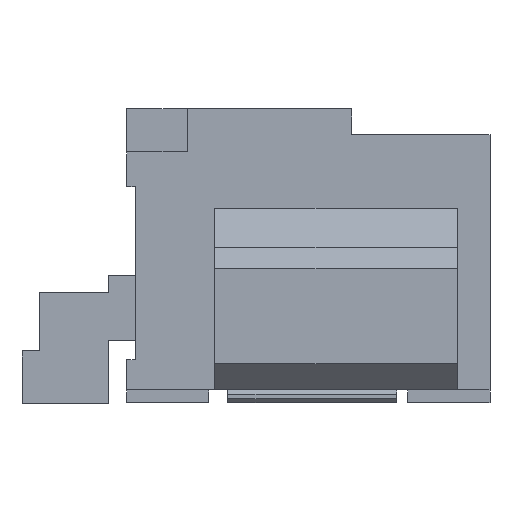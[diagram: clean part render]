
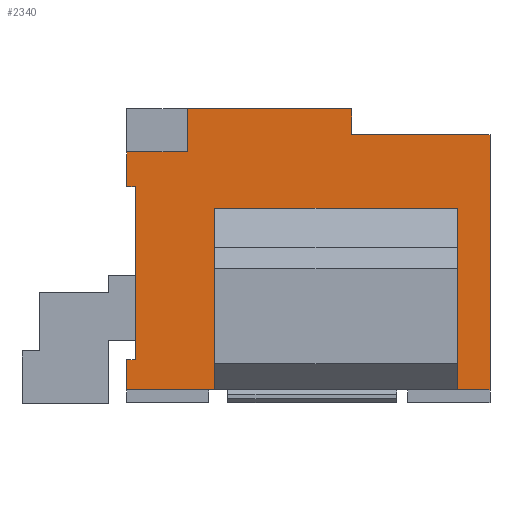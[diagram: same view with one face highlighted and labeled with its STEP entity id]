
A CAD part, left-side view. The second image highlights one B-rep face of the part: STEP entity #2340.
In plain terms, the highlighted planar face has unit normal (-1, 0, 0).
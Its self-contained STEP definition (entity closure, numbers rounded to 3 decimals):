
#20 = VECTOR ( 'NONE', #7661, 1000. ) ;
#353 = CARTESIAN_POINT ( 'NONE',  ( -3.375, 0., 0. ) ) ;
#386 = DIRECTION ( 'NONE',  ( 0., 1., 0. ) ) ;
#551 = VERTEX_POINT ( 'NONE', #6481 ) ;
#737 = VECTOR ( 'NONE', #7200, 1000. ) ;
#791 = CARTESIAN_POINT ( 'NONE',  ( -3.375, 1.4, 1.2 ) ) ;
#833 = CARTESIAN_POINT ( 'NONE',  ( -3.375, 0., -1.2 ) ) ;
#862 = VECTOR ( 'NONE', #6916, 1000. ) ;
#878 = CARTESIAN_POINT ( 'NONE',  ( -3.375, -1.72, 0.55 ) ) ;
#1035 = EDGE_CURVE ( 'NONE', #3229, #3397, #5187, .T. ) ;
#1167 = DIRECTION ( 'NONE',  ( 0., 0., 1. ) ) ;
#1173 = CARTESIAN_POINT ( 'NONE',  ( -3.375, -2.1, -1.55 ) ) ;
#1226 = CARTESIAN_POINT ( 'NONE',  ( -3.375, 2.1, 1.7 ) ) ;
#1230 = CARTESIAN_POINT ( 'NONE',  ( -3.375, -0.5, 0. ) ) ;
#1395 = ORIENTED_EDGE ( 'NONE', *, *, #5574, .T. ) ;
#1439 = LINE ( 'NONE', #4380, #5462 ) ;
#1535 = CARTESIAN_POINT ( 'NONE',  ( -3.375, -0.5, 1.4 ) ) ;
#1673 = FACE_OUTER_BOUND ( 'NONE', #4209, .T. ) ;
#1695 = CARTESIAN_POINT ( 'NONE',  ( -3.375, -0.5, 1.7 ) ) ;
#1794 = LINE ( 'NONE', #1851, #2558 ) ;
#1851 = CARTESIAN_POINT ( 'NONE',  ( -3.375, 1.4, 0. ) ) ;
#1863 = VECTOR ( 'NONE', #6317, 1000. ) ;
#2011 = EDGE_CURVE ( 'NONE', #2530, #9787, #2585, .T. ) ;
#2019 = EDGE_CURVE ( 'NONE', #9787, #2084, #8964, .T. ) ;
#2054 = DIRECTION ( 'NONE',  ( 0., 0., 1. ) ) ;
#2084 = VERTEX_POINT ( 'NONE', #7851 ) ;
#2107 = CARTESIAN_POINT ( 'NONE',  ( -3.375, -1.72, 0. ) ) ;
#2340 = ADVANCED_FACE ( 'NONE', ( #1673 ), #5960, .T. ) ;
#2526 = LINE ( 'NONE', #833, #4379 ) ;
#2530 = VERTEX_POINT ( 'NONE', #1535 ) ;
#2558 = VECTOR ( 'NONE', #7442, 1000. ) ;
#2585 = LINE ( 'NONE', #1230, #8697 ) ;
#2602 = ORIENTED_EDGE ( 'NONE', *, *, #4426, .T. ) ;
#2806 = ORIENTED_EDGE ( 'NONE', *, *, #3796, .T. ) ;
#2904 = CARTESIAN_POINT ( 'NONE',  ( -3.375, -1.72, -1.55 ) ) ;
#3157 = EDGE_CURVE ( 'NONE', #5105, #551, #4617, .T. ) ;
#3229 = VERTEX_POINT ( 'NONE', #10086 ) ;
#3304 = VECTOR ( 'NONE', #3433, 1000. ) ;
#3329 = EDGE_CURVE ( 'NONE', #6972, #5420, #5638, .T. ) ;
#3397 = VERTEX_POINT ( 'NONE', #4705 ) ;
#3433 = DIRECTION ( 'NONE',  ( 0., -1., 0. ) ) ;
#3602 = CARTESIAN_POINT ( 'NONE',  ( -3.375, 0., 1.2 ) ) ;
#3703 = LINE ( 'NONE', #3602, #6694 ) ;
#3730 = ORIENTED_EDGE ( 'NONE', *, *, #8604, .T. ) ;
#3796 = EDGE_CURVE ( 'NONE', #9820, #5308, #6193, .T. ) ;
#3806 = DIRECTION ( 'NONE',  ( 0., 0., 1. ) ) ;
#3831 = ORIENTED_EDGE ( 'NONE', *, *, #4882, .T. ) ;
#3930 = CARTESIAN_POINT ( 'NONE',  ( -3.375, 2., -1.2 ) ) ;
#3931 = EDGE_CURVE ( 'NONE', #8678, #6993, #5702, .T. ) ;
#4159 = EDGE_CURVE ( 'NONE', #5308, #7289, #9662, .T. ) ;
#4209 = EDGE_LOOP ( 'NONE', ( #1395, #2806, #5242, #3831, #2602, #7176, #7010, #3730, #5668, #4351, #5991, #7513, #7797, #4923, #5625, #10097 ) ) ;
#4351 = ORIENTED_EDGE ( 'NONE', *, *, #3157, .F. ) ;
#4379 = VECTOR ( 'NONE', #8131, 1000. ) ;
#4380 = CARTESIAN_POINT ( 'NONE',  ( -3.375, 0., 0.8 ) ) ;
#4426 = EDGE_CURVE ( 'NONE', #5025, #2530, #8477, .T. ) ;
#4428 = LINE ( 'NONE', #9376, #6303 ) ;
#4443 = VECTOR ( 'NONE', #5916, 1000. ) ;
#4617 = LINE ( 'NONE', #1226, #8629 ) ;
#4624 = CARTESIAN_POINT ( 'NONE',  ( -3.375, 2., 0.8 ) ) ;
#4628 = DIRECTION ( 'NONE',  ( 0., 0., -1. ) ) ;
#4705 = CARTESIAN_POINT ( 'NONE',  ( -3.375, 1.08, 0.55 ) ) ;
#4708 = DIRECTION ( 'NONE',  ( 0., 0., 1. ) ) ;
#4882 = EDGE_CURVE ( 'NONE', #7289, #5025, #4428, .T. ) ;
#4923 = ORIENTED_EDGE ( 'NONE', *, *, #3931, .T. ) ;
#4938 = CARTESIAN_POINT ( 'NONE',  ( -3.375, 0., 1.7 ) ) ;
#5025 = VERTEX_POINT ( 'NONE', #9705 ) ;
#5105 = VERTEX_POINT ( 'NONE', #5107 ) ;
#5107 = CARTESIAN_POINT ( 'NONE',  ( -3.375, 2.1, 0.8 ) ) ;
#5187 = LINE ( 'NONE', #8626, #7048 ) ;
#5213 = DIRECTION ( 'NONE',  ( 0., -1., 0. ) ) ;
#5242 = ORIENTED_EDGE ( 'NONE', *, *, #4159, .T. ) ;
#5308 = VERTEX_POINT ( 'NONE', #2904 ) ;
#5420 = VERTEX_POINT ( 'NONE', #3930 ) ;
#5462 = VECTOR ( 'NONE', #5213, 1000. ) ;
#5568 = CARTESIAN_POINT ( 'NONE',  ( -3.375, 2.1, 0. ) ) ;
#5574 = EDGE_CURVE ( 'NONE', #3397, #9820, #6900, .T. ) ;
#5625 = ORIENTED_EDGE ( 'NONE', *, *, #10144, .T. ) ;
#5638 = LINE ( 'NONE', #8620, #7501 ) ;
#5668 = ORIENTED_EDGE ( 'NONE', *, *, #8302, .T. ) ;
#5702 = LINE ( 'NONE', #5568, #7805 ) ;
#5916 = DIRECTION ( 'NONE',  ( 0., 1., 0. ) ) ;
#5960 = PLANE ( 'NONE',  #7304 ) ;
#5991 = ORIENTED_EDGE ( 'NONE', *, *, #6704, .T. ) ;
#5994 = DIRECTION ( 'NONE',  ( -1., 0., 0. ) ) ;
#6193 = LINE ( 'NONE', #2107, #20 ) ;
#6303 = VECTOR ( 'NONE', #3806, 1000. ) ;
#6317 = DIRECTION ( 'NONE',  ( 0., 1., 0. ) ) ;
#6336 = CARTESIAN_POINT ( 'NONE',  ( -3.375, 2.1, -1.55 ) ) ;
#6390 = CARTESIAN_POINT ( 'NONE',  ( -3.375, 0., 0.55 ) ) ;
#6481 = CARTESIAN_POINT ( 'NONE',  ( -3.375, 2.1, 1.2 ) ) ;
#6694 = VECTOR ( 'NONE', #386, 1000. ) ;
#6704 = EDGE_CURVE ( 'NONE', #5105, #6972, #1439, .T. ) ;
#6900 = LINE ( 'NONE', #6390, #737 ) ;
#6916 = DIRECTION ( 'NONE',  ( 0., -1., 0. ) ) ;
#6972 = VERTEX_POINT ( 'NONE', #4624 ) ;
#6978 = CARTESIAN_POINT ( 'NONE',  ( -3.375, 0., -1.55 ) ) ;
#6993 = VERTEX_POINT ( 'NONE', #6336 ) ;
#7010 = ORIENTED_EDGE ( 'NONE', *, *, #2019, .T. ) ;
#7016 = LINE ( 'NONE', #6978, #862 ) ;
#7048 = VECTOR ( 'NONE', #4708, 1000. ) ;
#7176 = ORIENTED_EDGE ( 'NONE', *, *, #2011, .T. ) ;
#7200 = DIRECTION ( 'NONE',  ( 0., -1., 0. ) ) ;
#7289 = VERTEX_POINT ( 'NONE', #1173 ) ;
#7304 = AXIS2_PLACEMENT_3D ( 'NONE', #353, #5994, #1167 ) ;
#7442 = DIRECTION ( 'NONE',  ( 0., 0., -1. ) ) ;
#7501 = VECTOR ( 'NONE', #4628, 1000. ) ;
#7513 = ORIENTED_EDGE ( 'NONE', *, *, #3329, .T. ) ;
#7661 = DIRECTION ( 'NONE',  ( 0., 0., -1. ) ) ;
#7675 = DIRECTION ( 'NONE',  ( 0., 0., 1. ) ) ;
#7797 = ORIENTED_EDGE ( 'NONE', *, *, #9146, .T. ) ;
#7805 = VECTOR ( 'NONE', #7907, 1000. ) ;
#7851 = CARTESIAN_POINT ( 'NONE',  ( -3.375, 1.4, 1.7 ) ) ;
#7907 = DIRECTION ( 'NONE',  ( 0., 0., -1. ) ) ;
#8131 = DIRECTION ( 'NONE',  ( 0., 1., 0. ) ) ;
#8216 = CARTESIAN_POINT ( 'NONE',  ( -3.375, 0., -1.55 ) ) ;
#8302 = EDGE_CURVE ( 'NONE', #9606, #551, #3703, .T. ) ;
#8338 = CARTESIAN_POINT ( 'NONE',  ( -3.375, 2.1, -1.2 ) ) ;
#8477 = LINE ( 'NONE', #10290, #1863 ) ;
#8604 = EDGE_CURVE ( 'NONE', #2084, #9606, #1794, .T. ) ;
#8620 = CARTESIAN_POINT ( 'NONE',  ( -3.375, 2., 0.8 ) ) ;
#8626 = CARTESIAN_POINT ( 'NONE',  ( -3.375, 1.08, 0. ) ) ;
#8629 = VECTOR ( 'NONE', #2054, 1000. ) ;
#8678 = VERTEX_POINT ( 'NONE', #8338 ) ;
#8697 = VECTOR ( 'NONE', #7675, 1000. ) ;
#8964 = LINE ( 'NONE', #4938, #4443 ) ;
#9146 = EDGE_CURVE ( 'NONE', #5420, #8678, #2526, .T. ) ;
#9376 = CARTESIAN_POINT ( 'NONE',  ( -3.375, -2.1, 0. ) ) ;
#9606 = VERTEX_POINT ( 'NONE', #791 ) ;
#9662 = LINE ( 'NONE', #8216, #3304 ) ;
#9705 = CARTESIAN_POINT ( 'NONE',  ( -3.375, -2.1, 1.4 ) ) ;
#9787 = VERTEX_POINT ( 'NONE', #1695 ) ;
#9820 = VERTEX_POINT ( 'NONE', #878 ) ;
#10086 = CARTESIAN_POINT ( 'NONE',  ( -3.375, 1.08, -1.55 ) ) ;
#10097 = ORIENTED_EDGE ( 'NONE', *, *, #1035, .T. ) ;
#10144 = EDGE_CURVE ( 'NONE', #6993, #3229, #7016, .T. ) ;
#10290 = CARTESIAN_POINT ( 'NONE',  ( -3.375, 0., 1.4 ) ) ;
